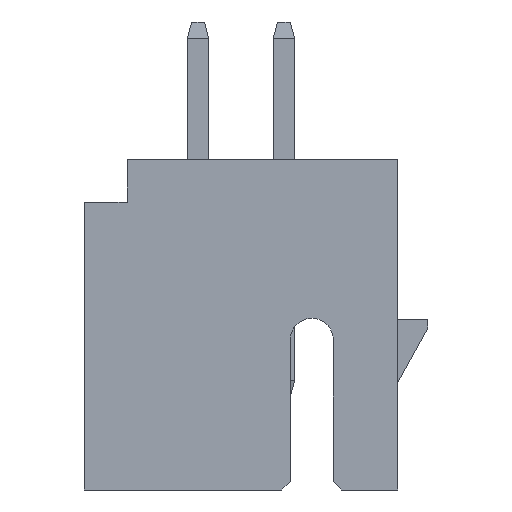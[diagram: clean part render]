
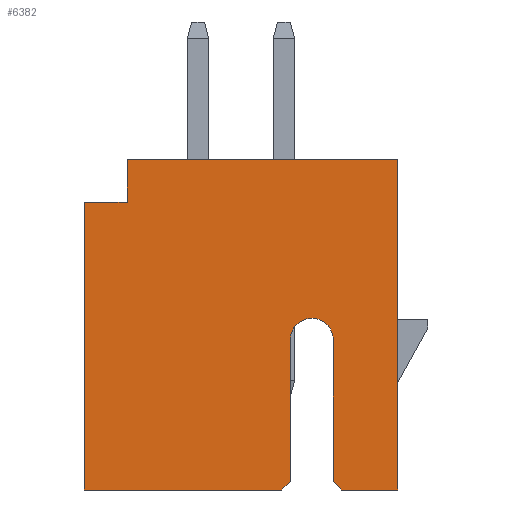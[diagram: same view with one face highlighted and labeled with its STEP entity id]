
A CAD part, left-side view. The second image highlights one B-rep face of the part: STEP entity #6382.
In plain terms, the highlighted planar face has unit normal (-1, 0, 0).
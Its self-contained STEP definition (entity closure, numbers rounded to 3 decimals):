
#116 = CARTESIAN_POINT ( 'NONE',  ( 0., -0.95, 0. ) ) ;
#139 = CARTESIAN_POINT ( 'NONE',  ( 0., -2.15, 3.5 ) ) ;
#159 = ORIENTED_EDGE ( 'NONE', *, *, #7683, .F. ) ;
#198 = EDGE_CURVE ( 'NONE', #1865, #5711, #2216, .T. ) ;
#273 = LINE ( 'NONE', #1543, #486 ) ;
#275 = ORIENTED_EDGE ( 'NONE', *, *, #3467, .F. ) ;
#302 = EDGE_CURVE ( 'NONE', #4807, #1368, #4976, .T. ) ;
#383 = DIRECTION ( 'NONE',  ( 0., 0., -1. ) ) ;
#392 = ORIENTED_EDGE ( 'NONE', *, *, #7580, .T. ) ;
#486 = VECTOR ( 'NONE', #6711, 1000. ) ;
#580 = ORIENTED_EDGE ( 'NONE', *, *, #6369, .T. ) ;
#840 = VERTEX_POINT ( 'NONE', #7818 ) ;
#918 = CARTESIAN_POINT ( 'NONE',  ( 0., -1.15, 3.5 ) ) ;
#1020 = CARTESIAN_POINT ( 'NONE',  ( 0., 2.65, 7.7 ) ) ;
#1368 = VERTEX_POINT ( 'NONE', #6749 ) ;
#1543 = CARTESIAN_POINT ( 'NONE',  ( 0., 3.65, 7.7 ) ) ;
#1636 = LINE ( 'NONE', #5483, #4168 ) ;
#1865 = VERTEX_POINT ( 'NONE', #7679 ) ;
#1982 = EDGE_CURVE ( 'NONE', #4652, #6661, #6590, .T. ) ;
#2094 = ORIENTED_EDGE ( 'NONE', *, *, #198, .F. ) ;
#2216 = LINE ( 'NONE', #6797, #5985 ) ;
#2262 = VECTOR ( 'NONE', #4247, 1000. ) ;
#2545 = DIRECTION ( 'NONE',  ( 0., 0., -1. ) ) ;
#2664 = CARTESIAN_POINT ( 'NONE',  ( 0., -1.65, 3.5 ) ) ;
#2718 = DIRECTION ( 'NONE',  ( 1., 0., 0. ) ) ;
#2805 = FACE_OUTER_BOUND ( 'NONE', #8149, .T. ) ;
#2841 = EDGE_CURVE ( 'NONE', #4652, #1368, #4113, .T. ) ;
#2933 = DIRECTION ( 'NONE',  ( 0., -0.707, 0.707 ) ) ;
#3142 = CARTESIAN_POINT ( 'NONE',  ( 0., -2.15, 0. ) ) ;
#3147 = CARTESIAN_POINT ( 'NONE',  ( 0., -2.15, 0.2 ) ) ;
#3279 = DIRECTION ( 'NONE',  ( 0., 0., 1. ) ) ;
#3312 = ORIENTED_EDGE ( 'NONE', *, *, #7995, .T. ) ;
#3467 = EDGE_CURVE ( 'NONE', #7093, #1865, #8111, .T. ) ;
#3478 = PLANE ( 'NONE',  #6183 ) ;
#3639 = VECTOR ( 'NONE', #6961, 1000. ) ;
#3693 = CARTESIAN_POINT ( 'NONE',  ( 0., -0.95, 0. ) ) ;
#3700 = ORIENTED_EDGE ( 'NONE', *, *, #5965, .T. ) ;
#3778 = DIRECTION ( 'NONE',  ( 0., -0.707, -0.707 ) ) ;
#3867 = LINE ( 'NONE', #6966, #4844 ) ;
#3918 = LINE ( 'NONE', #3142, #6885 ) ;
#3959 = EDGE_CURVE ( 'NONE', #6108, #7253, #3918, .T. ) ;
#3967 = ORIENTED_EDGE ( 'NONE', *, *, #1982, .T. ) ;
#4015 = AXIS2_PLACEMENT_3D ( 'NONE', #4542, #2718, #2545 ) ;
#4085 = CARTESIAN_POINT ( 'NONE',  ( 0., -3.65, 7.7 ) ) ;
#4113 = LINE ( 'NONE', #4153, #7394 ) ;
#4153 = CARTESIAN_POINT ( 'NONE',  ( 0., -1.15, 0. ) ) ;
#4155 = VECTOR ( 'NONE', #7526, 1000. ) ;
#4168 = VECTOR ( 'NONE', #8006, 1000. ) ;
#4183 = CARTESIAN_POINT ( 'NONE',  ( 0., 2.65, 6.7 ) ) ;
#4210 = LINE ( 'NONE', #6193, #2262 ) ;
#4237 = VERTEX_POINT ( 'NONE', #4959 ) ;
#4247 = DIRECTION ( 'NONE',  ( 0., -1., 0. ) ) ;
#4542 = CARTESIAN_POINT ( 'NONE',  ( 0., -1.65, 3.5 ) ) ;
#4580 = CARTESIAN_POINT ( 'NONE',  ( 0., 3.65, 0. ) ) ;
#4626 = DIRECTION ( 'NONE',  ( 1., 0., 0. ) ) ;
#4652 = VERTEX_POINT ( 'NONE', #918 ) ;
#4729 = VECTOR ( 'NONE', #6846, 1000. ) ;
#4807 = VERTEX_POINT ( 'NONE', #116 ) ;
#4844 = VECTOR ( 'NONE', #3778, 1000. ) ;
#4858 = LINE ( 'NONE', #5564, #4155 ) ;
#4892 = VERTEX_POINT ( 'NONE', #4580 ) ;
#4914 = EDGE_CURVE ( 'NONE', #840, #5711, #1636, .T. ) ;
#4959 = CARTESIAN_POINT ( 'NONE',  ( 0., 3.65, 6.7 ) ) ;
#4976 = LINE ( 'NONE', #3693, #5681 ) ;
#5032 = CARTESIAN_POINT ( 'NONE',  ( 0., -3.65, 0. ) ) ;
#5483 = CARTESIAN_POINT ( 'NONE',  ( 0., -3.65, 0. ) ) ;
#5564 = CARTESIAN_POINT ( 'NONE',  ( 0., 3.65, 6.7 ) ) ;
#5584 = ORIENTED_EDGE ( 'NONE', *, *, #4914, .T. ) ;
#5681 = VECTOR ( 'NONE', #2933, 1000. ) ;
#5711 = VERTEX_POINT ( 'NONE', #5032 ) ;
#5948 = CARTESIAN_POINT ( 'NONE',  ( 0., -1.65, 4. ) ) ;
#5960 = EDGE_CURVE ( 'NONE', #4237, #7620, #4858, .T. ) ;
#5965 = EDGE_CURVE ( 'NONE', #4237, #4892, #273, .T. ) ;
#5985 = VECTOR ( 'NONE', #7852, 1000. ) ;
#6108 = VERTEX_POINT ( 'NONE', #3147 ) ;
#6151 = DIRECTION ( 'NONE',  ( 1., 0., 0. ) ) ;
#6183 = AXIS2_PLACEMENT_3D ( 'NONE', #4085, #6151, #383 ) ;
#6193 = CARTESIAN_POINT ( 'NONE',  ( 0., -3.65, 0. ) ) ;
#6369 = EDGE_CURVE ( 'NONE', #4892, #4807, #4210, .T. ) ;
#6382 = ADVANCED_FACE ( 'NONE', ( #2805 ), #3478, .F. ) ;
#6496 = ORIENTED_EDGE ( 'NONE', *, *, #3959, .F. ) ;
#6590 = CIRCLE ( 'NONE', #4015, 0.5 ) ;
#6661 = VERTEX_POINT ( 'NONE', #5948 ) ;
#6711 = DIRECTION ( 'NONE',  ( 0., 0., -1. ) ) ;
#6749 = CARTESIAN_POINT ( 'NONE',  ( 0., -1.15, 0.2 ) ) ;
#6797 = CARTESIAN_POINT ( 'NONE',  ( 0., -3.65, 7.7 ) ) ;
#6803 = CARTESIAN_POINT ( 'NONE',  ( 0., 2.65, 7.7 ) ) ;
#6846 = DIRECTION ( 'NONE',  ( 0., 0., 1. ) ) ;
#6885 = VECTOR ( 'NONE', #3279, 1000. ) ;
#6915 = CARTESIAN_POINT ( 'NONE',  ( 0., -3.65, 7.7 ) ) ;
#6961 = DIRECTION ( 'NONE',  ( 0., -1., 0. ) ) ;
#6966 = CARTESIAN_POINT ( 'NONE',  ( 0., -2.15, 0.2 ) ) ;
#7093 = VERTEX_POINT ( 'NONE', #1020 ) ;
#7175 = AXIS2_PLACEMENT_3D ( 'NONE', #2664, #4626, #7334 ) ;
#7253 = VERTEX_POINT ( 'NONE', #139 ) ;
#7330 = ORIENTED_EDGE ( 'NONE', *, *, #302, .T. ) ;
#7334 = DIRECTION ( 'NONE',  ( 0., 0., -1. ) ) ;
#7394 = VECTOR ( 'NONE', #7939, 1000. ) ;
#7510 = ORIENTED_EDGE ( 'NONE', *, *, #2841, .F. ) ;
#7526 = DIRECTION ( 'NONE',  ( 0., -1., 0. ) ) ;
#7580 = EDGE_CURVE ( 'NONE', #6661, #7253, #8387, .T. ) ;
#7620 = VERTEX_POINT ( 'NONE', #4183 ) ;
#7679 = CARTESIAN_POINT ( 'NONE',  ( 0., -3.65, 7.7 ) ) ;
#7683 = EDGE_CURVE ( 'NONE', #7620, #7093, #8044, .T. ) ;
#7818 = CARTESIAN_POINT ( 'NONE',  ( 0., -2.35, 0. ) ) ;
#7852 = DIRECTION ( 'NONE',  ( 0., 0., -1. ) ) ;
#7939 = DIRECTION ( 'NONE',  ( 0., 0., -1. ) ) ;
#7995 = EDGE_CURVE ( 'NONE', #6108, #840, #3867, .T. ) ;
#8006 = DIRECTION ( 'NONE',  ( 0., -1., 0. ) ) ;
#8044 = LINE ( 'NONE', #6803, #4729 ) ;
#8111 = LINE ( 'NONE', #6915, #3639 ) ;
#8149 = EDGE_LOOP ( 'NONE', ( #580, #7330, #7510, #3967, #392, #6496, #3312, #5584, #2094, #275, #159, #8252, #3700 ) ) ;
#8252 = ORIENTED_EDGE ( 'NONE', *, *, #5960, .F. ) ;
#8387 = CIRCLE ( 'NONE', #7175, 0.5 ) ;
